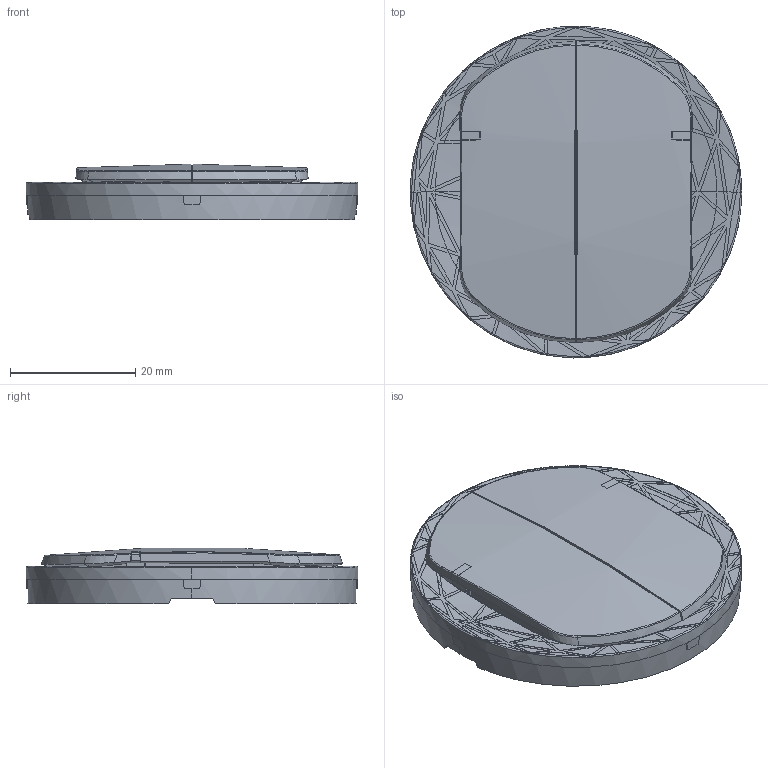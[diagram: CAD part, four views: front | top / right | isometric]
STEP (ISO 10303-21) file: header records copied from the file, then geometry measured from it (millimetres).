
FILE_DESCRIPTION(('CATIA V5 STEP Exchange','CAx-IF Rec.Pracs.--- Model Styling and Organization---1.5--- 2016-08-15','CAx-IF Rec.Pracs.---Supplemental Geometry---1.0---2011-11-01','CAx-IF Rec.Pracs.--- Composite Materials ---1.1---2010-07-15'),'2;1');
FILE_NAME('CB1424s.stp','2024-02-28T12:53:22+00:00',('none'),('none'),'CATIA Version 5-6 Release 2020 SP5','CATIA V5 STEP AP214 v2','none');
FILE_SCHEMA(('AUTOMOTIVE_DESIGN { 1 0 10303 214 1 1 1 1 }'));
Length unit declared in the file: millimetre
Products named in the file (1): CB1424s
Bounding box: 53.01 x 53.01 x 8.88 mm (x, y, z)
Volume: 8273 mm3; surface area: 7898.4 mm2
Topology: 1 solids, 1 shells, 927 faces, 2686 edges, 1752 vertices
Faces by surface type: plane 501, bspline 211, cylinder 78, cone 50, revolution 31, torus 22, extrusion 18, sphere 16
Entity records: 53906 total; most frequent: CARTESIAN_POINT 33364, ORIENTED_EDGE 5340, EDGE_CURVE 2670, DIRECTION 2168, VERTEX_POINT 1752, B_SPLINE_CURVE_WITH_KNOTS 1708, EDGE_LOOP 942, ADVANCED_FACE 927
